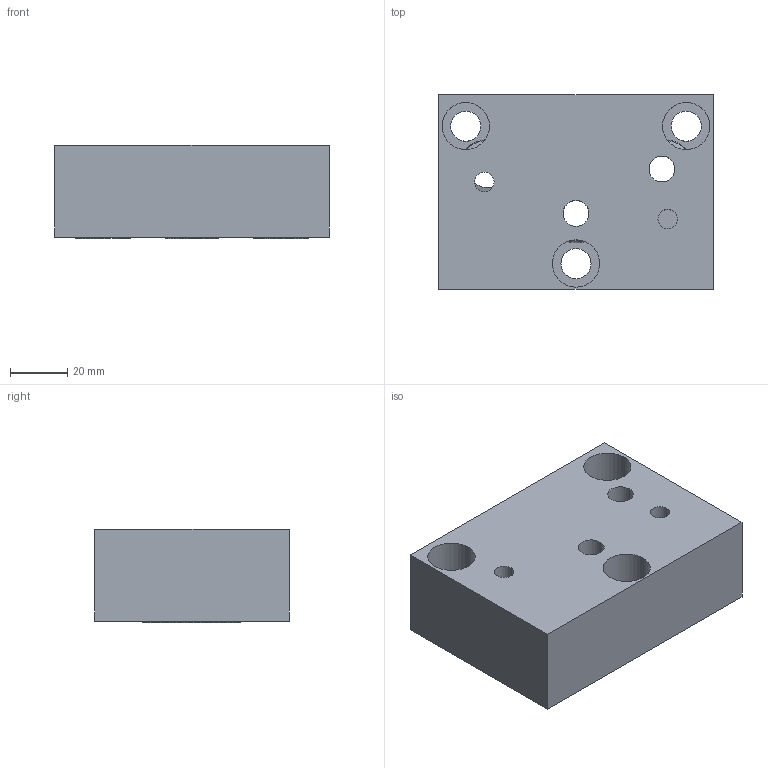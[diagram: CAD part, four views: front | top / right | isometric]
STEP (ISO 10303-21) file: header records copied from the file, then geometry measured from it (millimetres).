
FILE_DESCRIPTION (( 'STEP AP203' ), '1' );
FILE_NAME ('BC1006001.step', '2016-09-30T09:13:28', ( 'User' ), ( '' ), 'SwSTEP 2.0', 'SolidWorks 2014', '' );
FILE_SCHEMA (( 'CONFIG_CONTROL_DESIGN' ));
Length unit declared in the file: millimetre
Products named in the file (1): BC1006001
Bounding box: 96 x 68 x 32.52 mm (x, y, z)
Surface area: 30633.4 mm2 (no closed solid volume)
Topology: 0 solids, 4 shells, 56 faces, 140 edges, 86 vertices
Faces by surface type: cylinder 32, bspline 12, cone 6, plane 6
Entity records: 2040 total; most frequent: CARTESIAN_POINT 659, DIRECTION 284, ORIENTED_EDGE 254, EDGE_CURVE 140, AXIS2_PLACEMENT_3D 117, VERTEX_POINT 86, CIRCLE 72, EDGE_LOOP 69
